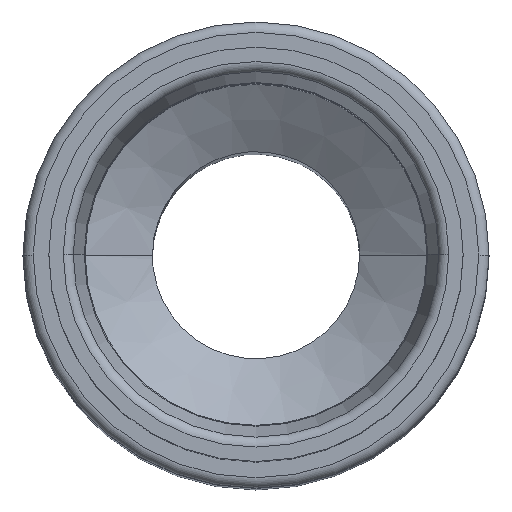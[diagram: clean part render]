
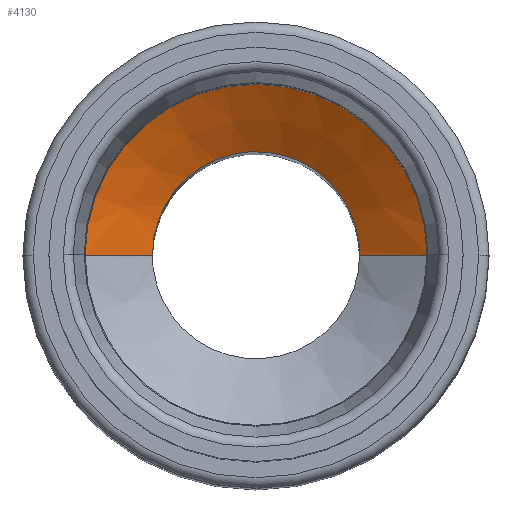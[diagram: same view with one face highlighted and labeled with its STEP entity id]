
A CAD part, top view. The second image highlights one B-rep face of the part: STEP entity #4130.
In plain terms, the highlighted conical face has half-angle 59 degrees and reference radius 3.3 mm.
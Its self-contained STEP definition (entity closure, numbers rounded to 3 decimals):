
#3360=CARTESIAN_POINT('',(0.,0.,9.481));
#3370=DIRECTION('',(0.,0.,-1.));
#3380=DIRECTION('',(-1.,0.,0.));
#3390=AXIS2_PLACEMENT_3D('',#3360,#3370,#3380);
#3400=CIRCLE('',#3390,2.);
#3410=CARTESIAN_POINT('',(-2.,0.,9.481));
#3420=VERTEX_POINT('',#3410);
#3450=CARTESIAN_POINT('',(1.984,-0.249,
9.481));
#3460=VERTEX_POINT('',#3450);
#3470=EDGE_CURVE('',#3460,#3420,#3400,.T.);
#3780=CARTESIAN_POINT('',(0.,0.,8.7));
#3790=DIRECTION('',(0.,0.,-1.));
#3800=DIRECTION('',(1.,0.,0.));
#3810=AXIS2_PLACEMENT_3D('',#3780,#3790,#3800);
#3820=CONICAL_SURFACE('',#3810,3.3,1.03);
#3830=CARTESIAN_POINT('',(-3.3,0.,8.7));
#3840=DIRECTION('',(-0.857,0.,
-0.515));
#3850=VECTOR('',#3840,3.85);
#3860=LINE('',#3830,#3850);
#3870=CARTESIAN_POINT('',(-3.3,0.,8.7));
#3880=VERTEX_POINT('',#3870);
#3890=EDGE_CURVE('',#3420,#3880,#3860,.T.);
#3900=ORIENTED_EDGE('',*,*,#3890,.F.);
#3910=CARTESIAN_POINT('',(0.,0.,8.7));
#3920=DIRECTION('',(0.,0.,1.));
#3930=DIRECTION('',(-1.,0.,0.));
#3940=AXIS2_PLACEMENT_3D('',#3910,#3920,#3930);
#3950=CIRCLE('',#3940,3.3);
#3960=CARTESIAN_POINT('',(3.3,0.,8.7));
#3970=VERTEX_POINT('',#3960);
#3980=EDGE_CURVE('',#3880,#3970,#3950,.T.);
#3990=ORIENTED_EDGE('',*,*,#3980,.F.);
#4000=CARTESIAN_POINT('',(3.3,0.,8.7));
#4010=DIRECTION('',(0.857,0.,
-0.515));
#4020=VECTOR('',#4010,3.85);
#4030=LINE('',#4000,#4020);
#4040=CARTESIAN_POINT('',(2.,0.,9.481));
#4050=VERTEX_POINT('',#4040);
#4060=EDGE_CURVE('',#4050,#3970,#4030,.T.);
#4070=ORIENTED_EDGE('',*,*,#4060,.T.);
#4080=EDGE_CURVE('',#4050,#3460,#3400,.T.);
#4090=ORIENTED_EDGE('',*,*,#4080,.F.);
#4100=ORIENTED_EDGE('',*,*,#3470,.F.);
#4110=EDGE_LOOP('',(#4100,#4090,#4070,#3990,#3900));
#4120=FACE_OUTER_BOUND('',#4110,.T.);
#4130=ADVANCED_FACE('',(#4120),#3820,.F.);
